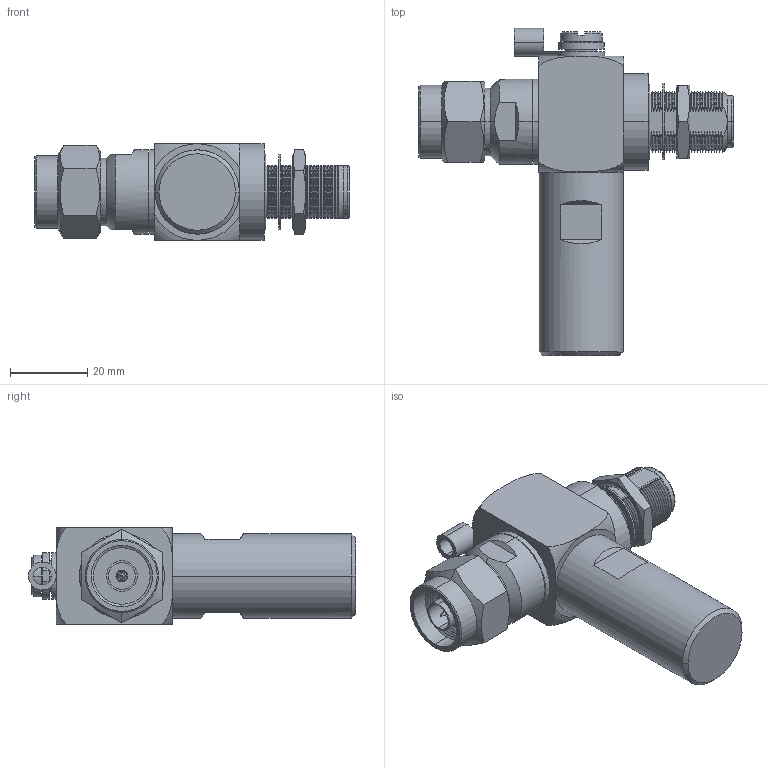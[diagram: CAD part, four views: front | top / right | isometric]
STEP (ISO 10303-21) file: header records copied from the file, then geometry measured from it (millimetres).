
FILE_DESCRIPTION (( 'STEP AP214' ), '1' );
FILE_NAME ('ALQP-NMNFB.STEP', '2015-10-28T13:18:44', ( 'L-Com' ), ( 'L-Com Global Connectivity' ), 'SwSTEP 2.0', 'SolidWorks 2014', '' );
FILE_SCHEMA (( 'AUTOMOTIVE_DESIGN' ));
Length unit declared in the file: inch
Products named in the file (1): ALQP-NMNFB
Bounding box: 81.3 x 84.69 x 25 mm (x, y, z)
Volume: 50523.1 mm3; surface area: 15237.6 mm2
Topology: 6 solids, 6 shells, 318 faces, 775 edges, 490 vertices
Faces by surface type: cone 175, plane 70, cylinder 59, torus 12, sphere 2
Entity records: 10076 total; most frequent: CARTESIAN_POINT 2768, ORIENTED_EDGE 1546, DIRECTION 1459, EDGE_CURVE 773, AXIS2_PLACEMENT_3D 637, VERTEX_POINT 490, EDGE_LOOP 349, CIRCLE 318
